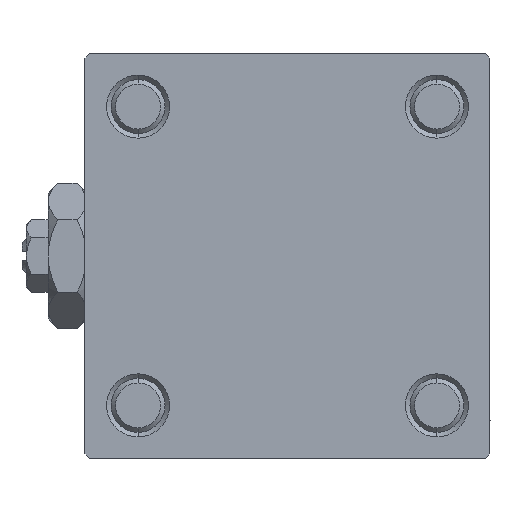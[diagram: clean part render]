
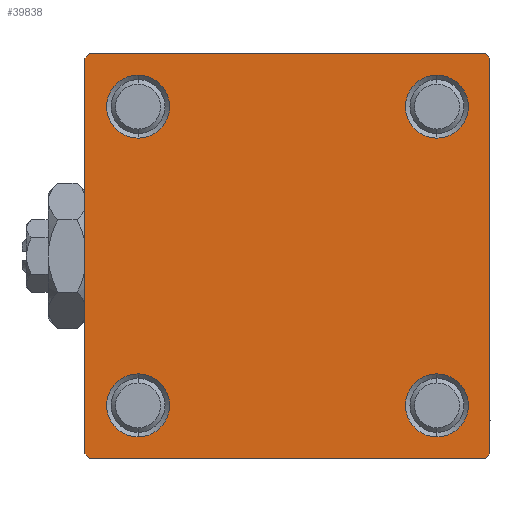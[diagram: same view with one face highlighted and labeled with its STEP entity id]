
A CAD part, left-side view. The second image highlights one B-rep face of the part: STEP entity #39838.
In plain terms, the highlighted planar face has unit normal (-1, 0, 0).
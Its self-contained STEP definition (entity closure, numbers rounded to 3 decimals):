
#77 = CARTESIAN_POINT ( 'NONE',  ( 0., -16.6, 16.6 ) ) ;
#519 = ORIENTED_EDGE ( 'NONE', *, *, #14756, .T. ) ;
#745 = EDGE_CURVE ( 'NONE', #47364, #50837, #16562, .T. ) ;
#771 = CARTESIAN_POINT ( 'NONE',  ( 0., -16.6, -20.1 ) ) ;
#903 = CIRCLE ( 'NONE', #16033, 3.5 ) ;
#1070 = CARTESIAN_POINT ( 'NONE',  ( 0., -22.5, -22. ) ) ;
#1095 = EDGE_CURVE ( 'NONE', #16083, #48164, #38867, .T. ) ;
#2448 = AXIS2_PLACEMENT_3D ( 'NONE', #40540, #8976, #13178 ) ;
#2476 = VERTEX_POINT ( 'NONE', #9860 ) ;
#3016 = VECTOR ( 'NONE', #9001, 1000. ) ;
#3321 = EDGE_CURVE ( 'NONE', #50837, #7025, #45555, .T. ) ;
#3434 = LINE ( 'NONE', #36005, #5224 ) ;
#3700 = EDGE_LOOP ( 'NONE', ( #10562, #27561 ) ) ;
#4994 = CARTESIAN_POINT ( 'NONE',  ( 0., 22.25, 22.25 ) ) ;
#5224 = VECTOR ( 'NONE', #6853, 1000. ) ;
#5569 = EDGE_LOOP ( 'NONE', ( #27487, #519 ) ) ;
#6104 = VERTEX_POINT ( 'NONE', #6506 ) ;
#6213 = CIRCLE ( 'NONE', #40668, 3.5 ) ;
#6506 = CARTESIAN_POINT ( 'NONE',  ( 0., -16.6, 20.1 ) ) ;
#6853 = DIRECTION ( 'NONE',  ( 0., 0.707, 0.707 ) ) ;
#7025 = VERTEX_POINT ( 'NONE', #22418 ) ;
#8068 = DIRECTION ( 'NONE',  ( 0., -0.707, 0.707 ) ) ;
#8114 = ORIENTED_EDGE ( 'NONE', *, *, #10708, .T. ) ;
#8185 = EDGE_LOOP ( 'NONE', ( #24356, #20659 ) ) ;
#8554 = LINE ( 'NONE', #28784, #43177 ) ;
#8976 = DIRECTION ( 'NONE',  ( 1., 0., 0. ) ) ;
#9001 = DIRECTION ( 'NONE',  ( 0., 0., -1. ) ) ;
#9860 = CARTESIAN_POINT ( 'NONE',  ( 0., 16.6, 20.1 ) ) ;
#10041 = EDGE_LOOP ( 'NONE', ( #8114, #21779 ) ) ;
#10562 = ORIENTED_EDGE ( 'NONE', *, *, #43989, .T. ) ;
#10708 = EDGE_CURVE ( 'NONE', #35387, #14203, #15879, .T. ) ;
#11024 = EDGE_LOOP ( 'NONE', ( #49851, #36413, #29172, #49244, #12087, #14991, #45751, #22108 ) ) ;
#11169 = VERTEX_POINT ( 'NONE', #42793 ) ;
#11746 = CARTESIAN_POINT ( 'NONE',  ( 0., -22., -22.5 ) ) ;
#11778 = DIRECTION ( 'NONE',  ( 1., 0., 0. ) ) ;
#11923 = DIRECTION ( 'NONE',  ( 1., 0., 0. ) ) ;
#11995 = EDGE_CURVE ( 'NONE', #37092, #13862, #36066, .T. ) ;
#12087 = ORIENTED_EDGE ( 'NONE', *, *, #20407, .F. ) ;
#13177 = VERTEX_POINT ( 'NONE', #14153 ) ;
#13178 = DIRECTION ( 'NONE',  ( 0., 0., 1. ) ) ;
#13862 = VERTEX_POINT ( 'NONE', #43194 ) ;
#14014 = DIRECTION ( 'NONE',  ( 1., 0., 0. ) ) ;
#14153 = CARTESIAN_POINT ( 'NONE',  ( 0., 16.6, 13.1 ) ) ;
#14203 = VERTEX_POINT ( 'NONE', #771 ) ;
#14756 = EDGE_CURVE ( 'NONE', #13862, #37092, #903, .T. ) ;
#14929 = DIRECTION ( 'NONE',  ( 0., -1., 0. ) ) ;
#14991 = ORIENTED_EDGE ( 'NONE', *, *, #21609, .T. ) ;
#15795 = CARTESIAN_POINT ( 'NONE',  ( 0., 22., 22.5 ) ) ;
#15879 = CIRCLE ( 'NONE', #2448, 3.5 ) ;
#15894 = DIRECTION ( 'NONE',  ( 0., 0., 1. ) ) ;
#16033 = AXIS2_PLACEMENT_3D ( 'NONE', #24667, #19412, #35446 ) ;
#16083 = VERTEX_POINT ( 'NONE', #42770 ) ;
#16119 = EDGE_CURVE ( 'NONE', #48164, #25177, #47776, .T. ) ;
#16196 = AXIS2_PLACEMENT_3D ( 'NONE', #20183, #11778, #43322 ) ;
#16242 = VERTEX_POINT ( 'NONE', #24869 ) ;
#16313 = DIRECTION ( 'NONE',  ( 0., 0.707, -0.707 ) ) ;
#16562 = LINE ( 'NONE', #4994, #39145 ) ;
#17622 = CIRCLE ( 'NONE', #36088, 3.5 ) ;
#17767 = CARTESIAN_POINT ( 'NONE',  ( 0., 16.6, 16.6 ) ) ;
#19412 = DIRECTION ( 'NONE',  ( 1., 0., 0. ) ) ;
#20128 = EDGE_CURVE ( 'NONE', #13177, #2476, #29526, .T. ) ;
#20183 = CARTESIAN_POINT ( 'NONE',  ( 0., 16.6, 16.6 ) ) ;
#20407 = EDGE_CURVE ( 'NONE', #23238, #25177, #21406, .T. ) ;
#20659 = ORIENTED_EDGE ( 'NONE', *, *, #20128, .T. ) ;
#21333 = DIRECTION ( 'NONE',  ( 1., 0., 0. ) ) ;
#21406 = LINE ( 'NONE', #28506, #43817 ) ;
#21609 = EDGE_CURVE ( 'NONE', #23238, #16242, #3434, .T. ) ;
#21779 = ORIENTED_EDGE ( 'NONE', *, *, #49320, .T. ) ;
#22108 = ORIENTED_EDGE ( 'NONE', *, *, #745, .T. ) ;
#22418 = CARTESIAN_POINT ( 'NONE',  ( 0., 22.5, -22. ) ) ;
#23238 = VERTEX_POINT ( 'NONE', #32794 ) ;
#23325 = FACE_BOUND ( 'NONE', #3700, .T. ) ;
#24308 = DIRECTION ( 'NONE',  ( 0., 0., -1. ) ) ;
#24356 = ORIENTED_EDGE ( 'NONE', *, *, #42881, .T. ) ;
#24667 = CARTESIAN_POINT ( 'NONE',  ( 0., 16.6, -16.6 ) ) ;
#24869 = CARTESIAN_POINT ( 'NONE',  ( 0., -22., 22.5 ) ) ;
#25177 = VERTEX_POINT ( 'NONE', #1070 ) ;
#27143 = AXIS2_PLACEMENT_3D ( 'NONE', #35826, #11923, #35568 ) ;
#27207 = DIRECTION ( 'NONE',  ( 1., 0., 0. ) ) ;
#27487 = ORIENTED_EDGE ( 'NONE', *, *, #11995, .T. ) ;
#27561 = ORIENTED_EDGE ( 'NONE', *, *, #30838, .T. ) ;
#28040 = LINE ( 'NONE', #31969, #30519 ) ;
#28065 = FACE_OUTER_BOUND ( 'NONE', #11024, .T. ) ;
#28207 = DIRECTION ( 'NONE',  ( 0., 0., 1. ) ) ;
#28506 = CARTESIAN_POINT ( 'NONE',  ( 0., -22.5, 22.5 ) ) ;
#28784 = CARTESIAN_POINT ( 'NONE',  ( 0., 22.25, -22.25 ) ) ;
#29172 = ORIENTED_EDGE ( 'NONE', *, *, #1095, .T. ) ;
#29260 = DIRECTION ( 'NONE',  ( 0., 0., 1. ) ) ;
#29526 = CIRCLE ( 'NONE', #32045, 3.5 ) ;
#29545 = AXIS2_PLACEMENT_3D ( 'NONE', #39628, #43851, #47796 ) ;
#30519 = VECTOR ( 'NONE', #48291, 1000. ) ;
#30838 = EDGE_CURVE ( 'NONE', #11169, #6104, #17622, .T. ) ;
#31050 = CARTESIAN_POINT ( 'NONE',  ( 0., 16.6, -13.1 ) ) ;
#31969 = CARTESIAN_POINT ( 'NONE',  ( 0., 22.5, 22.5 ) ) ;
#31996 = FACE_BOUND ( 'NONE', #10041, .T. ) ;
#32045 = AXIS2_PLACEMENT_3D ( 'NONE', #17767, #27207, #15894 ) ;
#32794 = CARTESIAN_POINT ( 'NONE',  ( 0., -22.5, 22. ) ) ;
#32986 = DIRECTION ( 'NONE',  ( 0., -0.707, -0.707 ) ) ;
#33922 = CARTESIAN_POINT ( 'NONE',  ( 0., -16.6, -13.1 ) ) ;
#35387 = VERTEX_POINT ( 'NONE', #33922 ) ;
#35446 = DIRECTION ( 'NONE',  ( 0., 0., 1. ) ) ;
#35568 = DIRECTION ( 'NONE',  ( 0., 0., 1. ) ) ;
#35826 = CARTESIAN_POINT ( 'NONE',  ( 0., -16.6, 16.6 ) ) ;
#36005 = CARTESIAN_POINT ( 'NONE',  ( 0., -22.25, 22.25 ) ) ;
#36066 = CIRCLE ( 'NONE', #50350, 3.5 ) ;
#36088 = AXIS2_PLACEMENT_3D ( 'NONE', #77, #36597, #28207 ) ;
#36413 = ORIENTED_EDGE ( 'NONE', *, *, #46592, .T. ) ;
#36439 = CARTESIAN_POINT ( 'NONE',  ( 0., -22.25, -22.25 ) ) ;
#36597 = DIRECTION ( 'NONE',  ( 1., 0., 0. ) ) ;
#36638 = VECTOR ( 'NONE', #14929, 1000. ) ;
#37092 = VERTEX_POINT ( 'NONE', #31050 ) ;
#38867 = LINE ( 'NONE', #47819, #36638 ) ;
#39145 = VECTOR ( 'NONE', #16313, 1000. ) ;
#39628 = CARTESIAN_POINT ( 'NONE',  ( 0., 0., 0. ) ) ;
#39838 = ADVANCED_FACE ( 'NONE', ( #23325, #31996, #51726, #47531, #28065 ), #48055, .T. ) ;
#40540 = CARTESIAN_POINT ( 'NONE',  ( 0., -16.6, -16.6 ) ) ;
#40668 = AXIS2_PLACEMENT_3D ( 'NONE', #50046, #14014, #29260 ) ;
#41296 = DIRECTION ( 'NONE',  ( 0., 0., 1. ) ) ;
#42345 = CARTESIAN_POINT ( 'NONE',  ( 0., 16.6, -16.6 ) ) ;
#42770 = CARTESIAN_POINT ( 'NONE',  ( 0., 22., -22.5 ) ) ;
#42793 = CARTESIAN_POINT ( 'NONE',  ( 0., -16.6, 13.1 ) ) ;
#42881 = EDGE_CURVE ( 'NONE', #2476, #13177, #49801, .T. ) ;
#43177 = VECTOR ( 'NONE', #32986, 1000. ) ;
#43194 = CARTESIAN_POINT ( 'NONE',  ( 0., 16.6, -20.1 ) ) ;
#43322 = DIRECTION ( 'NONE',  ( 0., 0., 1. ) ) ;
#43817 = VECTOR ( 'NONE', #24308, 1000. ) ;
#43851 = DIRECTION ( 'NONE',  ( -1., 0., 0. ) ) ;
#43989 = EDGE_CURVE ( 'NONE', #6104, #11169, #44818, .T. ) ;
#44818 = CIRCLE ( 'NONE', #27143, 3.5 ) ;
#45555 = LINE ( 'NONE', #45813, #3016 ) ;
#45751 = ORIENTED_EDGE ( 'NONE', *, *, #48142, .F. ) ;
#45813 = CARTESIAN_POINT ( 'NONE',  ( 0., 22.5, 22.5 ) ) ;
#46592 = EDGE_CURVE ( 'NONE', #7025, #16083, #8554, .T. ) ;
#47364 = VERTEX_POINT ( 'NONE', #15795 ) ;
#47531 = FACE_BOUND ( 'NONE', #8185, .T. ) ;
#47776 = LINE ( 'NONE', #36439, #48699 ) ;
#47796 = DIRECTION ( 'NONE',  ( 0., 0., 1. ) ) ;
#47819 = CARTESIAN_POINT ( 'NONE',  ( 0., 22.5, -22.5 ) ) ;
#48055 = PLANE ( 'NONE',  #29545 ) ;
#48142 = EDGE_CURVE ( 'NONE', #47364, #16242, #28040, .T. ) ;
#48164 = VERTEX_POINT ( 'NONE', #11746 ) ;
#48291 = DIRECTION ( 'NONE',  ( 0., -1., 0. ) ) ;
#48699 = VECTOR ( 'NONE', #8068, 1000. ) ;
#49244 = ORIENTED_EDGE ( 'NONE', *, *, #16119, .T. ) ;
#49320 = EDGE_CURVE ( 'NONE', #14203, #35387, #6213, .T. ) ;
#49801 = CIRCLE ( 'NONE', #16196, 3.5 ) ;
#49851 = ORIENTED_EDGE ( 'NONE', *, *, #3321, .T. ) ;
#50046 = CARTESIAN_POINT ( 'NONE',  ( 0., -16.6, -16.6 ) ) ;
#50350 = AXIS2_PLACEMENT_3D ( 'NONE', #42345, #21333, #41296 ) ;
#50674 = CARTESIAN_POINT ( 'NONE',  ( 0., 22.5, 22. ) ) ;
#50837 = VERTEX_POINT ( 'NONE', #50674 ) ;
#51726 = FACE_BOUND ( 'NONE', #5569, .T. ) ;
